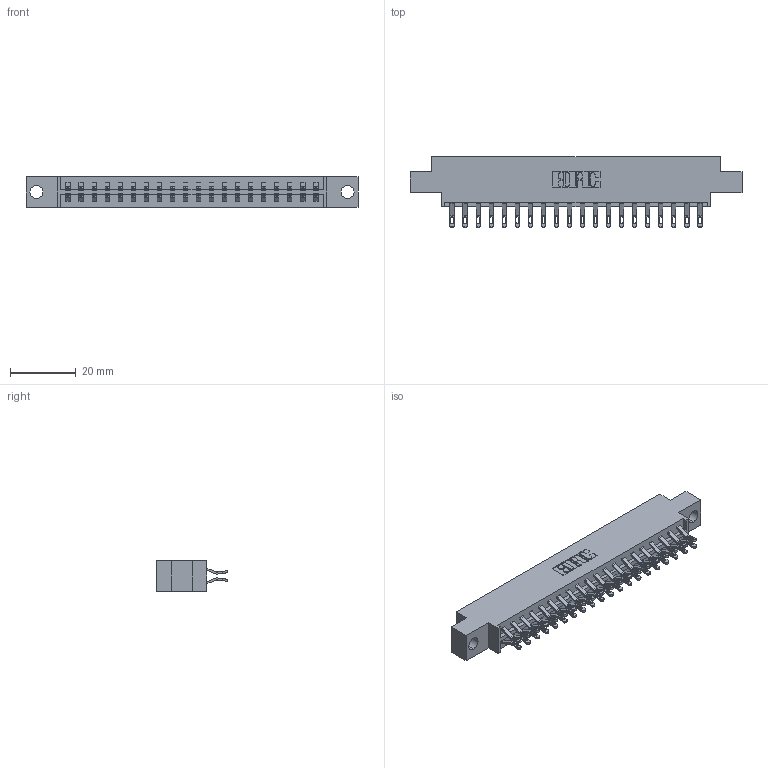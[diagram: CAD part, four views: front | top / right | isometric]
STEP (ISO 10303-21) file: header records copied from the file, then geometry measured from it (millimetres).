
FILE_DESCRIPTION (( 'STEP AP203' ), '1' );
FILE_NAME ('833-040-555-804.STEP', '2020-06-03T17:42:37', ( '' ), ( '' ), 'SwSTEP 2.0', 'SolidWorks 2020', '' );
FILE_SCHEMA (( 'CONFIG_CONTROL_DESIGN' ));
Length unit declared in the file: inch
Products named in the file (3): 833 Part_Offset - .156 Dia - TH; 345-292-001_555 Tail; 833-040-555-804
Assembly tree (41 placements, depth 2):
  833-040-555-804
    833 Part_Offset - .156 Dia - TH
    345-292-001_555 Tail  x40
Bounding box: 100.79 x 21.47 x 9.4 mm (x, y, z)
Volume: 9884.4 mm3; surface area: 11903.6 mm2
Topology: 41 solids, 41 shells, 2438 faces, 7643 edges, 5094 vertices
Faces by surface type: plane 1434, cylinder 1004
Entity records: 16173 total; most frequent: CARTESIAN_POINT 2744, ORIENTED_EDGE 2650, DIRECTION 2353, EDGE_CURVE 1325, LINE 1177, VECTOR 1177, VERTEX_POINT 882, AXIS2_PLACEMENT_3D 588
